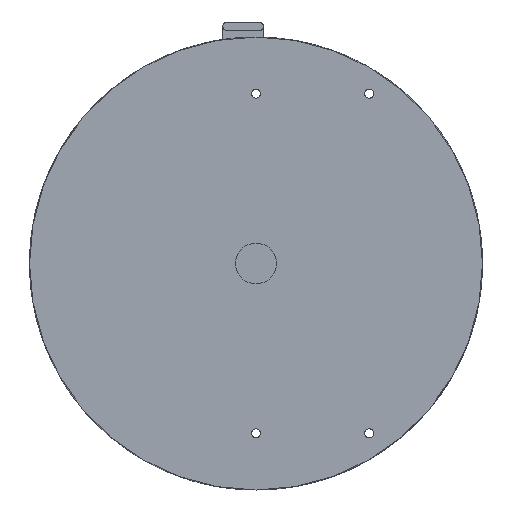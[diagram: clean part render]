
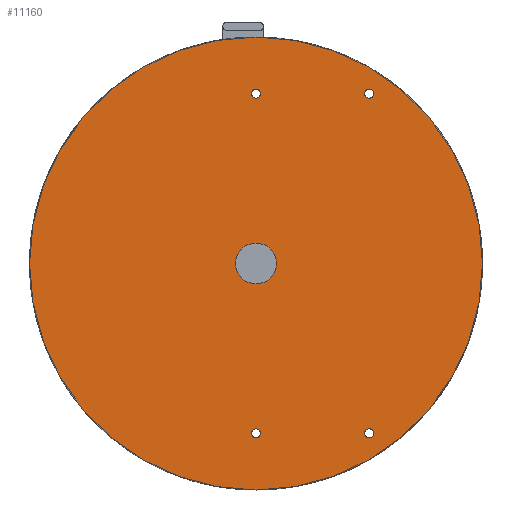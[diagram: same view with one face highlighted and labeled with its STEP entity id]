
A CAD part, front view. The second image highlights one B-rep face of the part: STEP entity #11160.
In plain terms, the highlighted planar face has unit normal (0, -1, 0).
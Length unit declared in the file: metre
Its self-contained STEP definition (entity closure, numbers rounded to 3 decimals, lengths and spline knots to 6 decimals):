
#2869=CIRCLE('',#12844,0.1);
#2871=CIRCLE('',#12847,0.002);
#2872=CIRCLE('',#12848,0.002);
#2873=CIRCLE('',#12849,0.002);
#2874=CIRCLE('',#12850,0.002);
#2875=CIRCLE('',#12851,0.009);
#5099=ORIENTED_EDGE('',*,*,#8031,.F.);
#5100=ORIENTED_EDGE('',*,*,#8032,.F.);
#5101=ORIENTED_EDGE('',*,*,#8033,.F.);
#5102=ORIENTED_EDGE('',*,*,#8034,.F.);
#5103=ORIENTED_EDGE('',*,*,#8035,.F.);
#5104=ORIENTED_EDGE('',*,*,#8029,.T.);
#8029=EDGE_CURVE('',#9235,#9235,#2869,.T.);
#8031=EDGE_CURVE('',#9237,#9237,#2871,.T.);
#8032=EDGE_CURVE('',#9238,#9238,#2872,.T.);
#8033=EDGE_CURVE('',#9239,#9239,#2873,.T.);
#8034=EDGE_CURVE('',#9240,#9240,#2874,.T.);
#8035=EDGE_CURVE('',#9241,#9241,#2875,.T.);
#9235=VERTEX_POINT('',#20481);
#9237=VERTEX_POINT('',#20486);
#9238=VERTEX_POINT('',#20488);
#9239=VERTEX_POINT('',#20490);
#9240=VERTEX_POINT('',#20492);
#9241=VERTEX_POINT('',#20494);
#9837=EDGE_LOOP('',(#5099));
#9838=EDGE_LOOP('',(#5100));
#9839=EDGE_LOOP('',(#5101));
#9840=EDGE_LOOP('',(#5102));
#9841=EDGE_LOOP('',(#5103));
#9842=EDGE_LOOP('',(#5104));
#10491=FACE_BOUND('',#9837,.T.);
#10492=FACE_BOUND('',#9838,.T.);
#10493=FACE_BOUND('',#9839,.T.);
#10494=FACE_BOUND('',#9840,.T.);
#10495=FACE_BOUND('',#9841,.T.);
#10496=FACE_BOUND('',#9842,.T.);
#10604=PLANE('',#12846);
#11160=ADVANCED_FACE('',(#10491,#10492,#10493,#10494,#10495,#10496),#10604,
 .T.);
#12844=AXIS2_PLACEMENT_3D('',#20480,#16716,#16717);
#12846=AXIS2_PLACEMENT_3D('',#20484,#16720,#16721);
#12847=AXIS2_PLACEMENT_3D('',#20485,#16722,#16723);
#12848=AXIS2_PLACEMENT_3D('',#20487,#16724,#16725);
#12849=AXIS2_PLACEMENT_3D('',#20489,#16726,#16727);
#12850=AXIS2_PLACEMENT_3D('',#20491,#16728,#16729);
#12851=AXIS2_PLACEMENT_3D('',#20493,#16730,#16731);
#16716=DIRECTION('',(0.,-1.,0.));
#16717=DIRECTION('',(0.,0.,-1.));
#16720=DIRECTION('',(0.,-1.,0.));
#16721=DIRECTION('',(1.,0.,0.));
#16722=DIRECTION('',(0.,-1.,0.));
#16723=DIRECTION('',(0.,0.,-1.));
#16724=DIRECTION('',(0.,-1.,0.));
#16725=DIRECTION('',(0.,0.,-1.));
#16726=DIRECTION('',(0.,-1.,0.));
#16727=DIRECTION('',(0.,0.,-1.));
#16728=DIRECTION('',(0.,-1.,0.));
#16729=DIRECTION('',(0.,0.,-1.));
#16730=DIRECTION('',(0.,-1.,0.));
#16731=DIRECTION('',(0.,0.,-1.));
#20480=CARTESIAN_POINT('',(0.,-0.013,0.));
#20481=CARTESIAN_POINT('',(0.,-0.013,-0.1));
#20484=CARTESIAN_POINT('',(0.,-0.013,0.));
#20485=CARTESIAN_POINT('',(0.,-0.013,-0.075));
#20486=CARTESIAN_POINT('',(0.,-0.013,-0.077));
#20487=CARTESIAN_POINT('',(0.05,-0.013,-0.075));
#20488=CARTESIAN_POINT('',(0.05,-0.013,-0.077));
#20489=CARTESIAN_POINT('',(0.05,-0.013,0.075));
#20490=CARTESIAN_POINT('',(0.05,-0.013,0.073));
#20491=CARTESIAN_POINT('',(0.,-0.013,0.075));
#20492=CARTESIAN_POINT('',(0.,-0.013,0.073));
#20493=CARTESIAN_POINT('',(0.,-0.013,0.));
#20494=CARTESIAN_POINT('',(0.,-0.013,-0.009));
